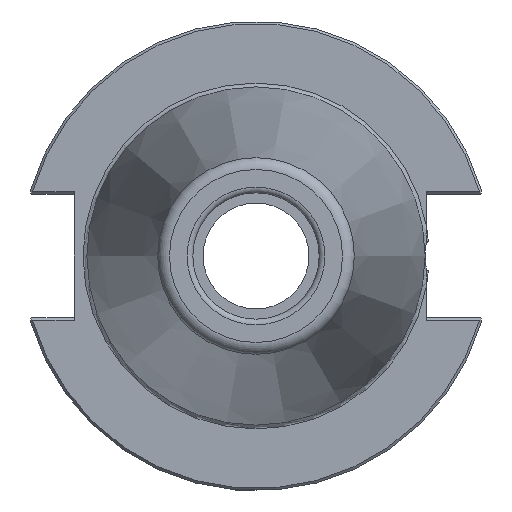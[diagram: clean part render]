
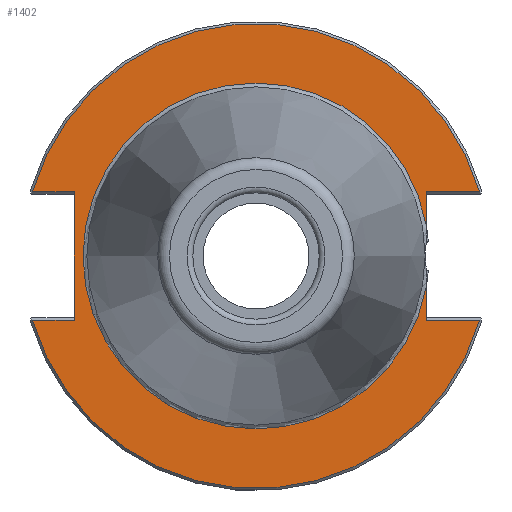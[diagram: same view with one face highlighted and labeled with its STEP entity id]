
A CAD part, left-side view. The second image highlights one B-rep face of the part: STEP entity #1402.
In plain terms, the highlighted planar face has unit normal (-1, 0, 0).
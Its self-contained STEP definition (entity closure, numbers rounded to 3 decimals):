
#89=PLANE('',#1524);
#133=FACE_OUTER_BOUND('',#208,.T.);
#208=EDGE_LOOP('',(#1061,#1062,#1063,#1064,#1065,#1066,#1067,#1068,#1069,
#1070,#1071));
#277=CIRCLE('',#1491,35.899);
#280=CIRCLE('',#1494,35.899);
#292=CIRCLE('',#1522,48.249);
#294=CIRCLE('',#1525,48.249);
#365=LINE('',#2238,#448);
#395=LINE('',#2378,#478);
#397=LINE('',#2436,#480);
#398=LINE('',#2438,#481);
#399=LINE('',#2442,#482);
#400=LINE('',#2444,#483);
#401=LINE('',#2445,#484);
#448=VECTOR('',#1697,10.);
#478=VECTOR('',#1765,10.);
#480=VECTOR('',#1783,10.);
#481=VECTOR('',#1784,10.);
#482=VECTOR('',#1787,10.);
#483=VECTOR('',#1788,10.);
#484=VECTOR('',#1789,10.);
#564=VERTEX_POINT('',#2224);
#565=VERTEX_POINT('',#2226);
#566=VERTEX_POINT('',#2229);
#568=VERTEX_POINT('',#2237);
#607=VERTEX_POINT('',#2377);
#615=VERTEX_POINT('',#2423);
#618=VERTEX_POINT('',#2435);
#619=VERTEX_POINT('',#2437);
#620=VERTEX_POINT('',#2439);
#621=VERTEX_POINT('',#2441);
#622=VERTEX_POINT('',#2443);
#723=EDGE_CURVE('',#565,#564,#277,.T.);
#726=EDGE_CURVE('',#564,#566,#280,.T.);
#730=EDGE_CURVE('',#568,#565,#365,.T.);
#781=EDGE_CURVE('',#568,#607,#395,.T.);
#792=EDGE_CURVE('',#607,#615,#292,.T.);
#796=EDGE_CURVE('',#566,#618,#397,.T.);
#797=EDGE_CURVE('',#619,#618,#398,.T.);
#798=EDGE_CURVE('',#620,#619,#294,.T.);
#799=EDGE_CURVE('',#621,#620,#399,.T.);
#800=EDGE_CURVE('',#621,#622,#400,.T.);
#801=EDGE_CURVE('',#615,#622,#401,.T.);
#1061=ORIENTED_EDGE('',*,*,#781,.F.);
#1062=ORIENTED_EDGE('',*,*,#730,.T.);
#1063=ORIENTED_EDGE('',*,*,#723,.T.);
#1064=ORIENTED_EDGE('',*,*,#726,.T.);
#1065=ORIENTED_EDGE('',*,*,#796,.T.);
#1066=ORIENTED_EDGE('',*,*,#797,.F.);
#1067=ORIENTED_EDGE('',*,*,#798,.F.);
#1068=ORIENTED_EDGE('',*,*,#799,.F.);
#1069=ORIENTED_EDGE('',*,*,#800,.T.);
#1070=ORIENTED_EDGE('',*,*,#801,.F.);
#1071=ORIENTED_EDGE('',*,*,#792,.F.);
#1402=ADVANCED_FACE('',(#133),#89,.T.);
#1491=AXIS2_PLACEMENT_3D('',#2227,#1682,#1683);
#1494=AXIS2_PLACEMENT_3D('',#2231,#1688,#1689);
#1522=AXIS2_PLACEMENT_3D('',#2424,#1777,#1778);
#1524=AXIS2_PLACEMENT_3D('',#2434,#1781,#1782);
#1525=AXIS2_PLACEMENT_3D('',#2440,#1785,#1786);
#1682=DIRECTION('center_axis',(1.,0.,0.));
#1683=DIRECTION('ref_axis',(0.,0.,-1.));
#1688=DIRECTION('center_axis',(1.,0.,0.));
#1689=DIRECTION('ref_axis',(0.,0.,-1.));
#1697=DIRECTION('',(0.,0.,1.));
#1765=DIRECTION('',(0.,-1.,0.));
#1777=DIRECTION('center_axis',(1.,0.,0.));
#1778=DIRECTION('ref_axis',(0.,0.,-1.));
#1781=DIRECTION('center_axis',(-1.,0.,0.));
#1782=DIRECTION('ref_axis',(0.,0.,1.));
#1783=DIRECTION('',(0.,0.,1.));
#1784=DIRECTION('',(0.,1.,0.));
#1785=DIRECTION('center_axis',(1.,0.,0.));
#1786=DIRECTION('ref_axis',(0.,0.,-1.));
#1787=DIRECTION('',(0.,1.,0.));
#1788=DIRECTION('',(0.,0.,-1.));
#1789=DIRECTION('',(0.,-1.,0.));
#2224=CARTESIAN_POINT('',(3.175,0.,35.899));
#2226=CARTESIAN_POINT('',(3.175,-35.3,-6.533));
#2227=CARTESIAN_POINT('Origin',(3.175,0.,0.));
#2229=CARTESIAN_POINT('',(3.175,-35.3,6.533));
#2231=CARTESIAN_POINT('Origin',(3.175,0.,0.));
#2237=CARTESIAN_POINT('',(3.175,-35.3,-13.325));
#2238=CARTESIAN_POINT('',(3.175,-35.3,-6.413));
#2377=CARTESIAN_POINT('',(3.175,-46.373,-13.325));
#2378=CARTESIAN_POINT('',(3.175,-13.707,-13.325));
#2423=CARTESIAN_POINT('',(3.175,46.373,-13.325));
#2424=CARTESIAN_POINT('Origin',(3.175,0.,0.));
#2434=CARTESIAN_POINT('Origin',(3.175,48.249,0.));
#2435=CARTESIAN_POINT('',(3.175,-35.3,13.325));
#2436=CARTESIAN_POINT('',(3.175,-35.3,-6.413));
#2437=CARTESIAN_POINT('',(3.175,-46.373,13.325));
#2438=CARTESIAN_POINT('',(3.175,6.475,13.325));
#2439=CARTESIAN_POINT('',(3.175,46.373,13.325));
#2440=CARTESIAN_POINT('Origin',(3.175,0.,0.));
#2441=CARTESIAN_POINT('',(3.175,37.7,13.325));
#2442=CARTESIAN_POINT('',(3.175,61.395,13.325));
#2443=CARTESIAN_POINT('',(3.175,37.7,-13.325));
#2444=CARTESIAN_POINT('',(3.175,37.7,6.413));
#2445=CARTESIAN_POINT('',(3.175,42.975,-13.325));
